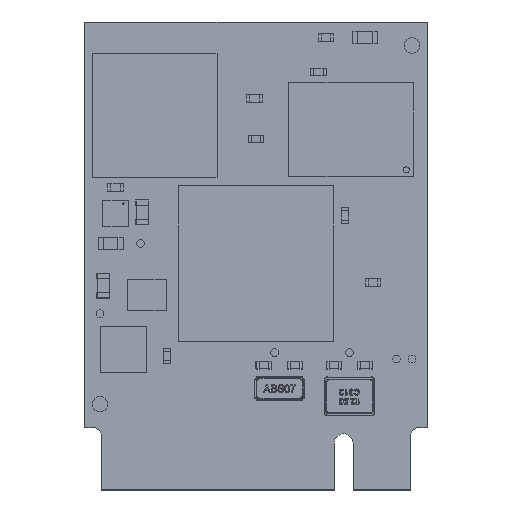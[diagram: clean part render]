
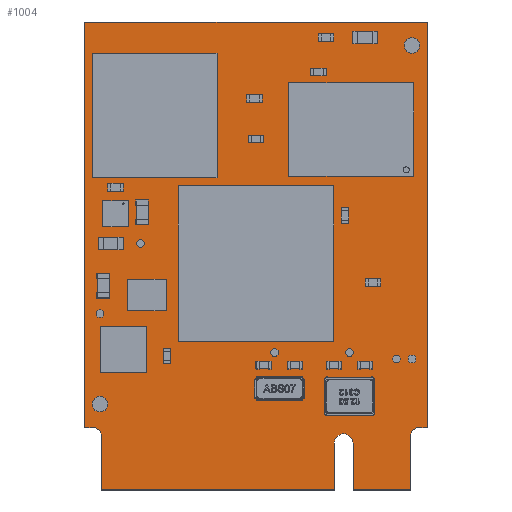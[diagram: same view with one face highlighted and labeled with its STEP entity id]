
A CAD part, top view. The second image highlights one B-rep face of the part: STEP entity #1004.
In plain terms, the highlighted planar face has unit normal (0, 0, 1).
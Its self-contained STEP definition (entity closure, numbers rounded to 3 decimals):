
#517 = VERTEX_POINT('',#518);
#518 = CARTESIAN_POINT('',(-9.925,-15.,0.809));
#524 = EDGE_CURVE('',#517,#525,#527,.T.);
#525 = VERTEX_POINT('',#526);
#526 = CARTESIAN_POINT('',(-9.925,-11.5,0.809));
#527 = LINE('',#528,#529);
#528 = CARTESIAN_POINT('',(-9.925,-15.,0.809));
#529 = VECTOR('',#530,1.);
#530 = DIRECTION('',(0.,1.,0.));
#557 = VERTEX_POINT('',#558);
#558 = CARTESIAN_POINT('',(5.025,-15.,0.809));
#564 = EDGE_CURVE('',#557,#517,#565,.T.);
#565 = LINE('',#566,#567);
#566 = CARTESIAN_POINT('',(5.025,-15.,0.809));
#567 = VECTOR('',#568,1.);
#568 = DIRECTION('',(-1.,0.,0.));
#586 = EDGE_CURVE('',#525,#587,#589,.T.);
#587 = VERTEX_POINT('',#588);
#588 = CARTESIAN_POINT('',(-10.425,-11.,0.809));
#589 = CIRCLE('',#590,0.498);
#590 = AXIS2_PLACEMENT_3D('',#591,#592,#593);
#591 = CARTESIAN_POINT('',(-10.423,-11.498,0.809));
#592 = DIRECTION('',(0.,0.,1.));
#593 = DIRECTION('',(1.,-0.003,0.));
#621 = VERTEX_POINT('',#622);
#622 = CARTESIAN_POINT('',(5.025,-12.,0.809));
#628 = EDGE_CURVE('',#621,#557,#629,.T.);
#629 = LINE('',#630,#631);
#630 = CARTESIAN_POINT('',(5.025,-12.,0.809));
#631 = VECTOR('',#632,1.);
#632 = DIRECTION('',(0.,-1.,0.));
#650 = EDGE_CURVE('',#587,#651,#653,.T.);
#651 = VERTEX_POINT('',#652);
#652 = CARTESIAN_POINT('',(-11.,-11.,0.809));
#653 = LINE('',#654,#655);
#654 = CARTESIAN_POINT('',(-10.425,-11.,0.809));
#655 = VECTOR('',#656,1.);
#656 = DIRECTION('',(-1.,0.,0.));
#683 = VERTEX_POINT('',#684);
#684 = CARTESIAN_POINT('',(6.225,-12.,0.809));
#690 = EDGE_CURVE('',#683,#621,#691,.T.);
#691 = CIRCLE('',#692,0.6);
#692 = AXIS2_PLACEMENT_3D('',#693,#694,#695);
#693 = CARTESIAN_POINT('',(5.625,-12.,0.809));
#694 = DIRECTION('',(0.,0.,1.));
#695 = DIRECTION('',(1.,0.,0.));
#714 = EDGE_CURVE('',#651,#715,#717,.T.);
#715 = VERTEX_POINT('',#716);
#716 = CARTESIAN_POINT('',(-11.,15.,0.809));
#717 = LINE('',#718,#719);
#718 = CARTESIAN_POINT('',(-11.,-11.,0.809));
#719 = VECTOR('',#720,1.);
#720 = DIRECTION('',(0.,1.,0.));
#747 = VERTEX_POINT('',#748);
#748 = CARTESIAN_POINT('',(6.225,-15.,0.809));
#754 = EDGE_CURVE('',#747,#683,#755,.T.);
#755 = LINE('',#756,#757);
#756 = CARTESIAN_POINT('',(6.225,-15.,0.809));
#757 = VECTOR('',#758,1.);
#758 = DIRECTION('',(0.,1.,0.));
#776 = EDGE_CURVE('',#715,#777,#779,.T.);
#777 = VERTEX_POINT('',#778);
#778 = CARTESIAN_POINT('',(1.75,15.,0.809));
#779 = LINE('',#780,#781);
#780 = CARTESIAN_POINT('',(-11.,15.,0.809));
#781 = VECTOR('',#782,1.);
#782 = DIRECTION('',(1.,0.,0.));
#809 = VERTEX_POINT('',#810);
#810 = CARTESIAN_POINT('',(9.925,-15.,0.809));
#816 = EDGE_CURVE('',#809,#747,#817,.T.);
#817 = LINE('',#818,#819);
#818 = CARTESIAN_POINT('',(9.925,-15.,0.809));
#819 = VECTOR('',#820,1.);
#820 = DIRECTION('',(-1.,0.,0.));
#838 = EDGE_CURVE('',#777,#839,#841,.T.);
#839 = VERTEX_POINT('',#840);
#840 = CARTESIAN_POINT('',(11.,15.,0.809));
#841 = LINE('',#842,#843);
#842 = CARTESIAN_POINT('',(-11.,15.,0.809));
#843 = VECTOR('',#844,1.);
#844 = DIRECTION('',(1.,0.,0.));
#871 = VERTEX_POINT('',#872);
#872 = CARTESIAN_POINT('',(9.925,-11.5,0.809));
#878 = EDGE_CURVE('',#871,#809,#879,.T.);
#879 = LINE('',#880,#881);
#880 = CARTESIAN_POINT('',(9.925,-11.5,0.809));
#881 = VECTOR('',#882,1.);
#882 = DIRECTION('',(0.,-1.,0.));
#900 = EDGE_CURVE('',#839,#901,#903,.T.);
#901 = VERTEX_POINT('',#902);
#902 = CARTESIAN_POINT('',(11.,-11.,0.809));
#903 = LINE('',#904,#905);
#904 = CARTESIAN_POINT('',(11.,15.,0.809));
#905 = VECTOR('',#906,1.);
#906 = DIRECTION('',(0.,-1.,0.));
#933 = VERTEX_POINT('',#934);
#934 = CARTESIAN_POINT('',(10.425,-11.,0.809));
#940 = EDGE_CURVE('',#933,#871,#941,.T.);
#941 = CIRCLE('',#942,0.498);
#942 = AXIS2_PLACEMENT_3D('',#943,#944,#945);
#943 = CARTESIAN_POINT('',(10.423,-11.498,0.809));
#944 = DIRECTION('',(0.,0.,1.));
#945 = DIRECTION('',(0.003,1.,0.));
#964 = EDGE_CURVE('',#901,#933,#965,.T.);
#965 = LINE('',#966,#967);
#966 = CARTESIAN_POINT('',(11.,-11.,0.809));
#967 = VECTOR('',#968,1.);
#968 = DIRECTION('',(-1.,0.,0.));
#1004 = ADVANCED_FACE('',(#1005),#1022,.F.);
#1005 = FACE_BOUND('',#1006,.F.);
#1006 = EDGE_LOOP('',(#1007,#1008,#1009,#1010,#1011,#1012,#1013,#1014,
    #1015,#1016,#1017,#1018,#1019,#1020,#1021));
#1007 = ORIENTED_EDGE('',*,*,#524,.T.);
#1008 = ORIENTED_EDGE('',*,*,#586,.T.);
#1009 = ORIENTED_EDGE('',*,*,#650,.T.);
#1010 = ORIENTED_EDGE('',*,*,#714,.T.);
#1011 = ORIENTED_EDGE('',*,*,#776,.T.);
#1012 = ORIENTED_EDGE('',*,*,#838,.T.);
#1013 = ORIENTED_EDGE('',*,*,#900,.T.);
#1014 = ORIENTED_EDGE('',*,*,#964,.T.);
#1015 = ORIENTED_EDGE('',*,*,#940,.T.);
#1016 = ORIENTED_EDGE('',*,*,#878,.T.);
#1017 = ORIENTED_EDGE('',*,*,#816,.T.);
#1018 = ORIENTED_EDGE('',*,*,#754,.T.);
#1019 = ORIENTED_EDGE('',*,*,#690,.T.);
#1020 = ORIENTED_EDGE('',*,*,#628,.T.);
#1021 = ORIENTED_EDGE('',*,*,#564,.T.);
#1022 = PLANE('',#1023);
#1023 = AXIS2_PLACEMENT_3D('',#1024,#1025,#1026);
#1024 = CARTESIAN_POINT('',(-9.925,-15.,0.809));
#1025 = DIRECTION('',(0.,0.,-1.));
#1026 = DIRECTION('',(-1.,0.,0.));
